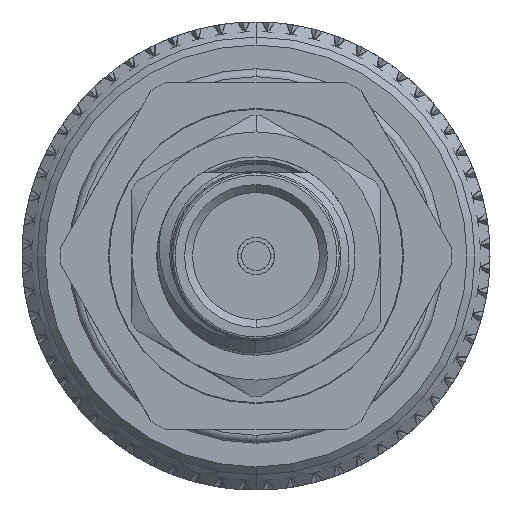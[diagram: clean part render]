
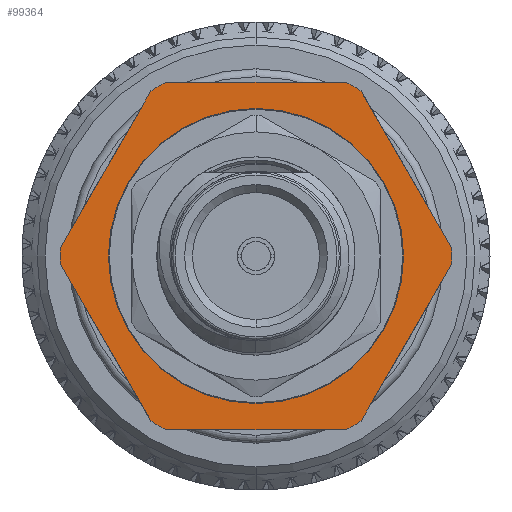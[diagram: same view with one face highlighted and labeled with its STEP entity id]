
A CAD part, left-side view. The second image highlights one B-rep face of the part: STEP entity #99364.
In plain terms, the highlighted face is planar.
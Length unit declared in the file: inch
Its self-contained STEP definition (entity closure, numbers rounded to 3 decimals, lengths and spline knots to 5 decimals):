
#3 = CIRCLE ( 'NONE', #84014, 0.24665 ) ;
#695 = DIRECTION ( 'NONE',  ( -0.866, -0.5, 0. ) ) ;
#1163 = VERTEX_POINT ( 'NONE', #30838 ) ;
#1581 = FACE_OUTER_BOUND ( 'NONE', #54618, .T. ) ;
#2965 = EDGE_CURVE ( 'NONE', #20035, #94320, #29536, .T. ) ;
#4053 = EDGE_CURVE ( 'NONE', #80350, #73642, #13841, .T. ) ;
#4210 = CARTESIAN_POINT ( 'NONE',  ( -0.0107, -0.24642, 0. ) ) ;
#4511 = DIRECTION ( 'NONE',  ( 1., 0., 0. ) ) ;
#5412 = CARTESIAN_POINT ( 'NONE',  ( -0.20805, 0.13247, 0. ) ) ;
#6716 = CARTESIAN_POINT ( 'NONE',  ( 0.20805, 0.13247, 0. ) ) ;
#7569 = ORIENTED_EDGE ( 'NONE', *, *, #54345, .T. ) ;
#8076 = LINE ( 'NONE', #22926, #101826 ) ;
#8331 = DIRECTION ( 'NONE',  ( 0.866, 0.5, 0. ) ) ;
#10190 = ORIENTED_EDGE ( 'NONE', *, *, #108069, .T. ) ;
#10288 = VERTEX_POINT ( 'NONE', #14445 ) ;
#10525 = VERTEX_POINT ( 'NONE', #5412 ) ;
#10620 = PLANE ( 'NONE',  #11714 ) ;
#11714 = AXIS2_PLACEMENT_3D ( 'NONE', #74164, #28032, #63841 ) ;
#11915 = EDGE_CURVE ( 'NONE', #109756, #10288, #105493, .T. ) ;
#12598 = EDGE_CURVE ( 'NONE', #24110, #98408, #37091, .T. ) ;
#13841 = CIRCLE ( 'NONE', #74144, 0.24665 ) ;
#14445 = CARTESIAN_POINT ( 'NONE',  ( -0.0107, 0.24642, 0. ) ) ;
#16579 = CARTESIAN_POINT ( 'NONE',  ( 0., 0., 0. ) ) ;
#17230 = LINE ( 'NONE', #81707, #85436 ) ;
#17562 = AXIS2_PLACEMENT_3D ( 'NONE', #25072, #88636, #61644 ) ;
#20035 = VERTEX_POINT ( 'NONE', #87525 ) ;
#20544 = DIRECTION ( 'NONE',  ( 0., 0., 1. ) ) ;
#20849 = DIRECTION ( 'NONE',  ( 0., 0., 1. ) ) ;
#22046 = CARTESIAN_POINT ( 'NONE',  ( 0.21875, 0.11394, 0. ) ) ;
#22297 = CARTESIAN_POINT ( 'NONE',  ( 0.20805, -0.13247, 0. ) ) ;
#22414 = ORIENTED_EDGE ( 'NONE', *, *, #2965, .F. ) ;
#22926 = CARTESIAN_POINT ( 'NONE',  ( -0.21875, 0.1263, 0. ) ) ;
#22941 = AXIS2_PLACEMENT_3D ( 'NONE', #66786, #103720, #4511 ) ;
#24110 = VERTEX_POINT ( 'NONE', #4210 ) ;
#24783 = DIRECTION ( 'NONE',  ( 0.866, -0.5, 0. ) ) ;
#25072 = CARTESIAN_POINT ( 'NONE',  ( 0., 0., 0. ) ) ;
#27058 = LINE ( 'NONE', #91523, #52594 ) ;
#28032 = DIRECTION ( 'NONE',  ( 0., 0., 1. ) ) ;
#28855 = DIRECTION ( 'NONE',  ( 1., 0., 0. ) ) ;
#29536 = CIRCLE ( 'NONE', #22941, 0.186 ) ;
#29654 = DIRECTION ( 'NONE',  ( 1., 0., 0. ) ) ;
#30032 = CARTESIAN_POINT ( 'NONE',  ( 0., 0., 0. ) ) ;
#30838 = CARTESIAN_POINT ( 'NONE',  ( -0.21875, 0.11394, 0. ) ) ;
#34835 = EDGE_CURVE ( 'NONE', #98408, #53626, #94805, .T. ) ;
#36608 = EDGE_CURVE ( 'NONE', #10525, #1163, #87350, .T. ) ;
#37091 = CIRCLE ( 'NONE', #96373, 0.24665 ) ;
#37969 = CARTESIAN_POINT ( 'NONE',  ( 0., 0., 0. ) ) ;
#38215 = ORIENTED_EDGE ( 'NONE', *, *, #4053, .T. ) ;
#44787 = CARTESIAN_POINT ( 'NONE',  ( 0., -0.25259, 0. ) ) ;
#45668 = DIRECTION ( 'NONE',  ( 1., 0., 0. ) ) ;
#45781 = ORIENTED_EDGE ( 'NONE', *, *, #61494, .T. ) ;
#46042 = CARTESIAN_POINT ( 'NONE',  ( 0., 0., 0. ) ) ;
#47458 = DIRECTION ( 'NONE',  ( 1., 0., 0. ) ) ;
#48192 = VECTOR ( 'NONE', #92919, 39.37008 ) ;
#52594 = VECTOR ( 'NONE', #695, 39.37008 ) ;
#53626 = VERTEX_POINT ( 'NONE', #22297 ) ;
#54345 = EDGE_CURVE ( 'NONE', #1163, #80350, #8076, .T. ) ;
#54618 = EDGE_LOOP ( 'NONE', ( #114200, #113531, #87940, #76026, #7569, #38215, #45781, #73962, #106416, #10190, #109940, #104912 ) ) ;
#55224 = CIRCLE ( 'NONE', #91764, 0.186 ) ;
#61162 = EDGE_CURVE ( 'NONE', #62533, #101141, #17230, .T. ) ;
#61494 = EDGE_CURVE ( 'NONE', #73642, #24110, #79650, .T. ) ;
#61644 = DIRECTION ( 'NONE',  ( 1., 0., 0. ) ) ;
#62533 = VERTEX_POINT ( 'NONE', #98286 ) ;
#63014 = DIRECTION ( 'NONE',  ( 1., 0., 0. ) ) ;
#63054 = EDGE_CURVE ( 'NONE', #98129, #109756, #89405, .T. ) ;
#63437 = EDGE_CURVE ( 'NONE', #101141, #98129, #3, .T. ) ;
#63841 = DIRECTION ( 'NONE',  ( 1., 0., 0. ) ) ;
#66717 = CARTESIAN_POINT ( 'NONE',  ( 0.0107, 0.24642, 0. ) ) ;
#66786 = CARTESIAN_POINT ( 'NONE',  ( 0., 0., 0. ) ) ;
#69953 = DIRECTION ( 'NONE',  ( 1., 0., 0. ) ) ;
#73487 = DIRECTION ( 'NONE',  ( 0., 0., 1. ) ) ;
#73642 = VERTEX_POINT ( 'NONE', #78044 ) ;
#73962 = ORIENTED_EDGE ( 'NONE', *, *, #12598, .T. ) ;
#74128 = CARTESIAN_POINT ( 'NONE',  ( 0., 0., 0. ) ) ;
#74144 = AXIS2_PLACEMENT_3D ( 'NONE', #74128, #20849, #47458 ) ;
#74164 = CARTESIAN_POINT ( 'NONE',  ( 0., 0., 0. ) ) ;
#75765 = DIRECTION ( 'NONE',  ( 0., 0., 1. ) ) ;
#76026 = ORIENTED_EDGE ( 'NONE', *, *, #36608, .T. ) ;
#78044 = CARTESIAN_POINT ( 'NONE',  ( -0.20805, -0.13247, 0. ) ) ;
#79619 = CARTESIAN_POINT ( 'NONE',  ( -0.21875, -0.1263, 0. ) ) ;
#79650 = LINE ( 'NONE', #79619, #113624 ) ;
#80350 = VERTEX_POINT ( 'NONE', #103668 ) ;
#81707 = CARTESIAN_POINT ( 'NONE',  ( 0.21875, -0.1263, 0. ) ) ;
#84014 = AXIS2_PLACEMENT_3D ( 'NONE', #37969, #20544, #28855 ) ;
#85271 = DIRECTION ( 'NONE',  ( 0., -1., 0. ) ) ;
#85436 = VECTOR ( 'NONE', #109061, 39.37008 ) ;
#87350 = CIRCLE ( 'NONE', #17562, 0.24665 ) ;
#87525 = CARTESIAN_POINT ( 'NONE',  ( 0.186, 0., 0. ) ) ;
#87940 = ORIENTED_EDGE ( 'NONE', *, *, #105443, .T. ) ;
#88636 = DIRECTION ( 'NONE',  ( 0., 0., 1. ) ) ;
#88944 = DIRECTION ( 'NONE',  ( 0., 0., 1. ) ) ;
#89405 = LINE ( 'NONE', #110362, #48192 ) ;
#90385 = DIRECTION ( 'NONE',  ( 0., 0., 1. ) ) ;
#90811 = CIRCLE ( 'NONE', #107905, 0.24665 ) ;
#91523 = CARTESIAN_POINT ( 'NONE',  ( 0., 0.25259, 0. ) ) ;
#91764 = AXIS2_PLACEMENT_3D ( 'NONE', #115464, #88944, #69953 ) ;
#92919 = DIRECTION ( 'NONE',  ( -0.866, 0.5, 0. ) ) ;
#94000 = ORIENTED_EDGE ( 'NONE', *, *, #107593, .F. ) ;
#94320 = VERTEX_POINT ( 'NONE', #108756 ) ;
#94805 = LINE ( 'NONE', #44787, #104735 ) ;
#96373 = AXIS2_PLACEMENT_3D ( 'NONE', #46042, #73487, #45668 ) ;
#98129 = VERTEX_POINT ( 'NONE', #6716 ) ;
#98286 = CARTESIAN_POINT ( 'NONE',  ( 0.21875, -0.11394, 0. ) ) ;
#98408 = VERTEX_POINT ( 'NONE', #116450 ) ;
#99342 = AXIS2_PLACEMENT_3D ( 'NONE', #30032, #75765, #29654 ) ;
#99364 = ADVANCED_FACE ( 'NONE', ( #103831, #1581 ), #10620, .T. ) ;
#101141 = VERTEX_POINT ( 'NONE', #22046 ) ;
#101826 = VECTOR ( 'NONE', #85271, 39.37008 ) ;
#103668 = CARTESIAN_POINT ( 'NONE',  ( -0.21875, -0.11394, 0. ) ) ;
#103720 = DIRECTION ( 'NONE',  ( 0., 0., 1. ) ) ;
#103831 = FACE_BOUND ( 'NONE', #109880, .T. ) ;
#104735 = VECTOR ( 'NONE', #8331, 39.37008 ) ;
#104912 = ORIENTED_EDGE ( 'NONE', *, *, #63437, .T. ) ;
#105443 = EDGE_CURVE ( 'NONE', #10288, #10525, #27058, .T. ) ;
#105493 = CIRCLE ( 'NONE', #99342, 0.24665 ) ;
#106416 = ORIENTED_EDGE ( 'NONE', *, *, #34835, .T. ) ;
#107593 = EDGE_CURVE ( 'NONE', #94320, #20035, #55224, .T. ) ;
#107905 = AXIS2_PLACEMENT_3D ( 'NONE', #16579, #90385, #63014 ) ;
#108069 = EDGE_CURVE ( 'NONE', #53626, #62533, #90811, .T. ) ;
#108756 = CARTESIAN_POINT ( 'NONE',  ( -0.186, 0., 0. ) ) ;
#109061 = DIRECTION ( 'NONE',  ( 0., 1., 0. ) ) ;
#109756 = VERTEX_POINT ( 'NONE', #66717 ) ;
#109880 = EDGE_LOOP ( 'NONE', ( #22414, #94000 ) ) ;
#109940 = ORIENTED_EDGE ( 'NONE', *, *, #61162, .T. ) ;
#110362 = CARTESIAN_POINT ( 'NONE',  ( 0.21875, 0.1263, 0. ) ) ;
#113531 = ORIENTED_EDGE ( 'NONE', *, *, #11915, .T. ) ;
#113624 = VECTOR ( 'NONE', #24783, 39.37008 ) ;
#114200 = ORIENTED_EDGE ( 'NONE', *, *, #63054, .T. ) ;
#115464 = CARTESIAN_POINT ( 'NONE',  ( 0., 0., 0. ) ) ;
#116450 = CARTESIAN_POINT ( 'NONE',  ( 0.0107, -0.24642, 0. ) ) ;
